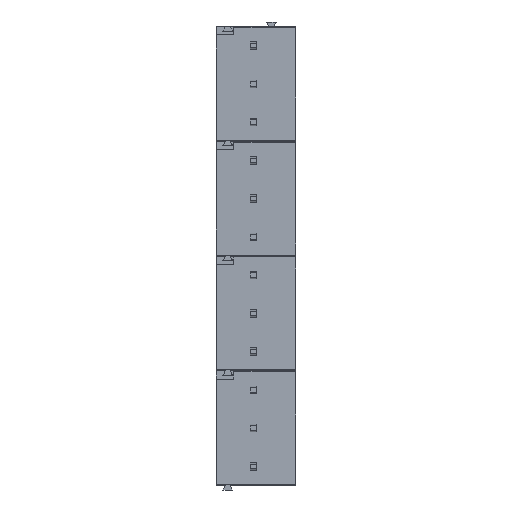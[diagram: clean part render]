
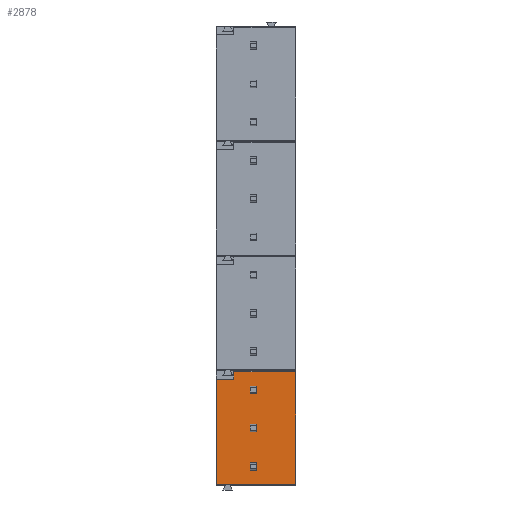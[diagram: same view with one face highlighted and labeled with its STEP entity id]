
A CAD part, front view. The second image highlights one B-rep face of the part: STEP entity #2878.
In plain terms, the highlighted planar face has unit normal (0, -1, 0).
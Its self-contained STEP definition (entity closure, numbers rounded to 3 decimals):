
#16 = DIRECTION ( 'NONE',  ( 0., -1., 0. ) ) ;
#428 = DIRECTION ( 'NONE',  ( -1., 0., 0. ) ) ;
#531 = VECTOR ( 'NONE', #935, 1000. ) ;
#567 = DIRECTION ( 'NONE',  ( 0., 0., -1. ) ) ;
#641 = CARTESIAN_POINT ( 'NONE',  ( 0., -1.5, 2.42 ) ) ;
#669 = CARTESIAN_POINT ( 'NONE',  ( 2.3, -1.5, -3.66 ) ) ;
#682 = LINE ( 'NONE', #1811, #1494 ) ;
#785 = VERTEX_POINT ( 'NONE', #5105 ) ;
#935 = DIRECTION ( 'NONE',  ( 1., 0., 0. ) ) ;
#1047 = EDGE_CURVE ( 'NONE', #1684, #1796, #682, .T. ) ;
#1099 = ORIENTED_EDGE ( 'NONE', *, *, #1238, .F. ) ;
#1197 = DIRECTION ( 'NONE',  ( -1., 0., 0. ) ) ;
#1238 = EDGE_CURVE ( 'NONE', #1796, #4512, #2020, .T. ) ;
#1280 = DIRECTION ( 'NONE',  ( 0., 0., -1. ) ) ;
#1306 = LINE ( 'NONE', #641, #5454 ) ;
#1307 = CARTESIAN_POINT ( 'NONE',  ( 2.3, -1.5, -3.66 ) ) ;
#1314 = ORIENTED_EDGE ( 'NONE', *, *, #6344, .T. ) ;
#1406 = CARTESIAN_POINT ( 'NONE',  ( 10.5, -1.5, -2.66 ) ) ;
#1440 = CARTESIAN_POINT ( 'NONE',  ( 10.5, -1.5, -17.66 ) ) ;
#1494 = VECTOR ( 'NONE', #1280, 1000. ) ;
#1661 = LINE ( 'NONE', #669, #6824 ) ;
#1684 = VERTEX_POINT ( 'NONE', #1406 ) ;
#1735 = AXIS2_PLACEMENT_3D ( 'NONE', #4506, #16, #567 ) ;
#1796 = VERTEX_POINT ( 'NONE', #3642 ) ;
#1811 = CARTESIAN_POINT ( 'NONE',  ( 10.5, -1.5, 2.42 ) ) ;
#1838 = LINE ( 'NONE', #2279, #3147 ) ;
#1950 = CARTESIAN_POINT ( 'NONE',  ( 0., -1.5, -17.66 ) ) ;
#2020 = LINE ( 'NONE', #1440, #4496 ) ;
#2197 = DIRECTION ( 'NONE',  ( 0., 0., 1. ) ) ;
#2239 = FACE_OUTER_BOUND ( 'NONE', #4754, .T. ) ;
#2279 = CARTESIAN_POINT ( 'NONE',  ( 10.5, -1.5, -2.66 ) ) ;
#2597 = LINE ( 'NONE', #3635, #531 ) ;
#2774 = CARTESIAN_POINT ( 'NONE',  ( 0., -1.5, -3.66 ) ) ;
#2878 = ADVANCED_FACE ( 'NONE', ( #2239 ), #6584, .T. ) ;
#2912 = ORIENTED_EDGE ( 'NONE', *, *, #6353, .T. ) ;
#3147 = VECTOR ( 'NONE', #1197, 1000. ) ;
#3635 = CARTESIAN_POINT ( 'NONE',  ( 0., -1.5, -3.66 ) ) ;
#3642 = CARTESIAN_POINT ( 'NONE',  ( 10.5, -1.5, -17.66 ) ) ;
#3895 = DIRECTION ( 'NONE',  ( 0., 0., -1. ) ) ;
#4200 = VERTEX_POINT ( 'NONE', #1307 ) ;
#4214 = ORIENTED_EDGE ( 'NONE', *, *, #5047, .F. ) ;
#4496 = VECTOR ( 'NONE', #428, 1000. ) ;
#4506 = CARTESIAN_POINT ( 'NONE',  ( 4.6, -1.5, -13.31 ) ) ;
#4512 = VERTEX_POINT ( 'NONE', #1950 ) ;
#4669 = ORIENTED_EDGE ( 'NONE', *, *, #1047, .F. ) ;
#4754 = EDGE_LOOP ( 'NONE', ( #2912, #1099, #4669, #1314, #6779, #4214 ) ) ;
#4866 = EDGE_CURVE ( 'NONE', #4200, #785, #1661, .T. ) ;
#5047 = EDGE_CURVE ( 'NONE', #6774, #4200, #2597, .T. ) ;
#5105 = CARTESIAN_POINT ( 'NONE',  ( 2.3, -1.5, -2.66 ) ) ;
#5454 = VECTOR ( 'NONE', #3895, 1000. ) ;
#6344 = EDGE_CURVE ( 'NONE', #1684, #785, #1838, .T. ) ;
#6353 = EDGE_CURVE ( 'NONE', #6774, #4512, #1306, .T. ) ;
#6584 = PLANE ( 'NONE',  #1735 ) ;
#6774 = VERTEX_POINT ( 'NONE', #2774 ) ;
#6779 = ORIENTED_EDGE ( 'NONE', *, *, #4866, .F. ) ;
#6824 = VECTOR ( 'NONE', #2197, 1000. ) ;
